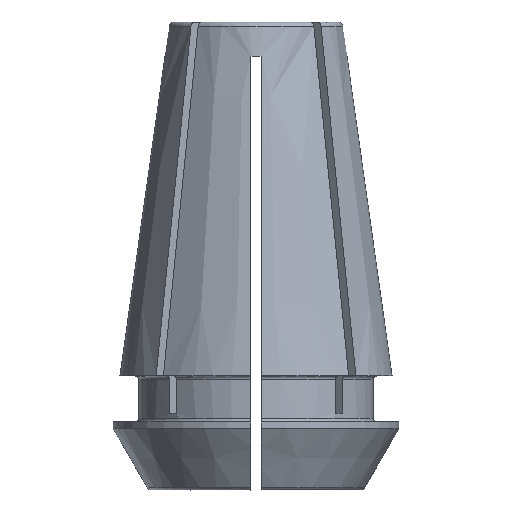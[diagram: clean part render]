
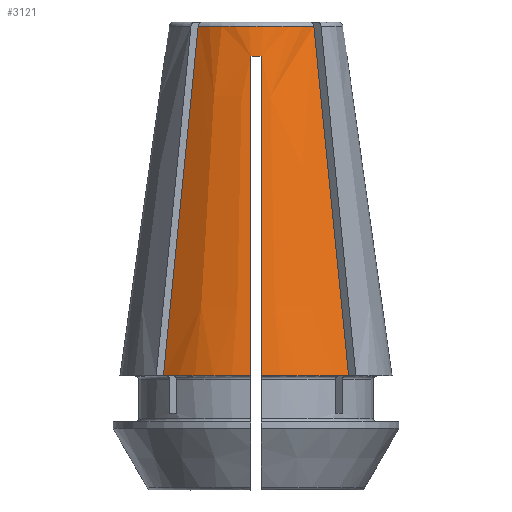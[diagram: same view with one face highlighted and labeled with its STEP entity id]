
A CAD part, front view. The second image highlights one B-rep face of the part: STEP entity #3121.
In plain terms, the highlighted conical face has half-angle 8 degrees and reference radius 5.077 mm.
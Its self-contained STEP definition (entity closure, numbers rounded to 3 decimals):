
#32=CONICAL_SURFACE('',#3451,5.077,0.14);
#83=B_SPLINE_CURVE_WITH_KNOTS('',3,(#4547,#4548,#4549,#4550,#4551,#4552,
#4553),.UNSPECIFIED.,.F.,.F.,(4,3,4),(0.,0.014,
0.021),.UNSPECIFIED.);
#96=B_SPLINE_CURVE_WITH_KNOTS('',3,(#4702,#4703,#4704,#4705,#4706,#4707,
#4708),.UNSPECIFIED.,.F.,.F.,(4,3,4),(0.,0.014,
0.021),.UNSPECIFIED.);
#159=B_SPLINE_CURVE_WITH_KNOTS('',3,(#5527,#5528,#5529,#5530,#5531,#5532,
#5533,#5534,#5535,#5536),.UNSPECIFIED.,.F.,.F.,(4,3,3,4),(0.008,
0.01,0.019,0.027),
 .UNSPECIFIED.);
#160=B_SPLINE_CURVE_WITH_KNOTS('',3,(#5537,#5538,#5539,#5540,#5541,#5542,
#5543,#5544,#5545,#5546),.UNSPECIFIED.,.F.,.F.,(4,3,3,4),(0.008,
0.01,0.019,0.027),
 .UNSPECIFIED.);
#240=CIRCLE('',#3213,5.358);
#354=CIRCLE('',#3413,8.);
#375=CIRCLE('',#3449,5.113);
#377=CIRCLE('',#3452,8.);
#978=ORIENTED_EDGE('',*,*,#1799,.T.);
#979=ORIENTED_EDGE('',*,*,#1440,.T.);
#980=ORIENTED_EDGE('',*,*,#1797,.F.);
#981=ORIENTED_EDGE('',*,*,#1491,.F.);
#982=ORIENTED_EDGE('',*,*,#1748,.T.);
#983=ORIENTED_EDGE('',*,*,#1800,.F.);
#984=ORIENTED_EDGE('',*,*,#1448,.F.);
#985=ORIENTED_EDGE('',*,*,#1801,.T.);
#1440=EDGE_CURVE('',#1928,#1927,#83,.T.);
#1448=EDGE_CURVE('',#1935,#1936,#240,.T.);
#1491=EDGE_CURVE('',#1976,#1977,#96,.T.);
#1748=EDGE_CURVE('',#1976,#2155,#354,.T.);
#1797=EDGE_CURVE('',#1977,#1927,#375,.T.);
#1799=EDGE_CURVE('',#2188,#1928,#377,.T.);
#1800=EDGE_CURVE('',#1936,#2155,#159,.T.);
#1801=EDGE_CURVE('',#1935,#2188,#160,.T.);
#1927=VERTEX_POINT('',#4546);
#1928=VERTEX_POINT('',#4554);
#1935=VERTEX_POINT('',#4573);
#1936=VERTEX_POINT('',#4575);
#1976=VERTEX_POINT('',#4701);
#1977=VERTEX_POINT('',#4709);
#2155=VERTEX_POINT('',#5395);
#2188=VERTEX_POINT('',#5526);
#2729=EDGE_LOOP('',(#978,#979,#980,#981,#982,#983,#984,#985));
#2893=FACE_BOUND('',#2729,.T.);
#3121=ADVANCED_FACE('',(#2893),#32,.T.);
#3213=AXIS2_PLACEMENT_3D('',#4574,#3626,#3627);
#3413=AXIS2_PLACEMENT_3D('',#5396,#4148,#4149);
#3449=AXIS2_PLACEMENT_3D('',#5522,#4238,#4239);
#3451=AXIS2_PLACEMENT_3D('',#5524,#4242,#4243);
#3452=AXIS2_PLACEMENT_3D('',#5525,#4244,#4245);
#3626=DIRECTION('',(0.,0.,-1.));
#3627=DIRECTION('',(-1.,0.,0.));
#4148=DIRECTION('',(0.,0.,1.));
#4149=DIRECTION('',(1.,0.,0.));
#4238=DIRECTION('',(0.,0.,1.));
#4239=DIRECTION('',(1.,0.,0.));
#4242=DIRECTION('',(0.,0.,-1.));
#4243=DIRECTION('',(-1.,0.,0.));
#4244=DIRECTION('',(0.,0.,1.));
#4245=DIRECTION('',(1.,0.,0.));
#4546=CARTESIAN_POINT('',(3.397,-3.821,27.442));
#4547=CARTESIAN_POINT('',(5.441,-5.865,6.9));
#4548=CARTESIAN_POINT('',(4.98,-5.404,11.536));
#4549=CARTESIAN_POINT('',(4.519,-4.943,16.172));
#4550=CARTESIAN_POINT('',(4.057,-4.482,20.808));
#4551=CARTESIAN_POINT('',(3.837,-4.262,23.019));
#4552=CARTESIAN_POINT('',(3.617,-4.041,25.231));
#4553=CARTESIAN_POINT('',(3.397,-3.821,27.442));
#4554=CARTESIAN_POINT('',(5.441,-5.865,6.9));
#4573=CARTESIAN_POINT('',(0.3,-5.349,25.7));
#4574=CARTESIAN_POINT('',(0.,0.,25.7));
#4575=CARTESIAN_POINT('',(-0.3,-5.349,25.7));
#4701=CARTESIAN_POINT('',(-5.441,-5.865,6.9));
#4702=CARTESIAN_POINT('',(-5.441,-5.865,6.9));
#4703=CARTESIAN_POINT('',(-4.98,-5.404,11.536));
#4704=CARTESIAN_POINT('',(-4.519,-4.943,16.172));
#4705=CARTESIAN_POINT('',(-4.057,-4.482,20.808));
#4706=CARTESIAN_POINT('',(-3.837,-4.262,23.019));
#4707=CARTESIAN_POINT('',(-3.617,-4.041,25.231));
#4708=CARTESIAN_POINT('',(-3.397,-3.821,27.442));
#4709=CARTESIAN_POINT('',(-3.397,-3.821,27.442));
#5395=CARTESIAN_POINT('',(-0.3,-7.994,6.9));
#5396=CARTESIAN_POINT('',(0.,0.,6.9));
#5522=CARTESIAN_POINT('',(0.,0.,27.442));
#5524=CARTESIAN_POINT('',(0.,0.,27.7));
#5525=CARTESIAN_POINT('',(0.,0.,6.9));
#5526=CARTESIAN_POINT('',(0.3,-7.994,6.9));
#5527=CARTESIAN_POINT('',(-0.3,-5.349,25.7));
#5528=CARTESIAN_POINT('',(-0.3,-5.41,25.271));
#5529=CARTESIAN_POINT('',(-0.3,-5.47,24.843));
#5530=CARTESIAN_POINT('',(-0.3,-5.53,24.414));
#5531=CARTESIAN_POINT('',(-0.3,-5.982,21.204));
#5532=CARTESIAN_POINT('',(-0.3,-6.434,17.995));
#5533=CARTESIAN_POINT('',(-0.3,-6.885,14.785));
#5534=CARTESIAN_POINT('',(-0.3,-7.255,12.157));
#5535=CARTESIAN_POINT('',(-0.3,-7.625,9.528));
#5536=CARTESIAN_POINT('',(-0.3,-7.994,6.9));
#5537=CARTESIAN_POINT('',(0.3,-5.349,25.7));
#5538=CARTESIAN_POINT('',(0.3,-5.41,25.271));
#5539=CARTESIAN_POINT('',(0.3,-5.47,24.843));
#5540=CARTESIAN_POINT('',(0.3,-5.53,24.414));
#5541=CARTESIAN_POINT('',(0.3,-5.982,21.204));
#5542=CARTESIAN_POINT('',(0.3,-6.434,17.995));
#5543=CARTESIAN_POINT('',(0.3,-6.885,14.785));
#5544=CARTESIAN_POINT('',(0.3,-7.255,12.157));
#5545=CARTESIAN_POINT('',(0.3,-7.625,9.528));
#5546=CARTESIAN_POINT('',(0.3,-7.994,6.9));
